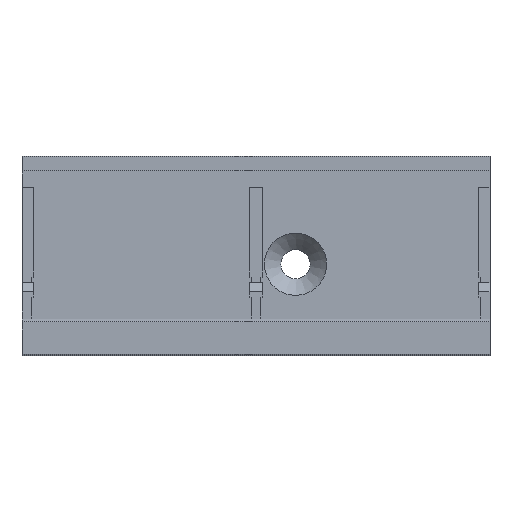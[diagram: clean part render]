
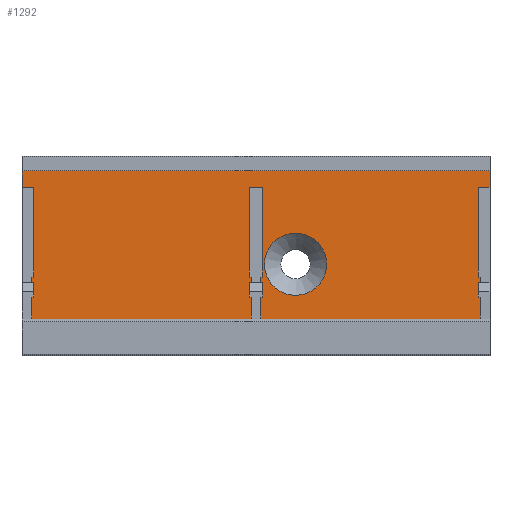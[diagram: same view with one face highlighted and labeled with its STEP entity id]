
A CAD part, front view. The second image highlights one B-rep face of the part: STEP entity #1292.
In plain terms, the highlighted planar face has unit normal (0, -1, 0).
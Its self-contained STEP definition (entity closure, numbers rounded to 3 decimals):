
#19=CIRCLE('',#1377,4.25);
#27=FACE_BOUND('',#112,.T.);
#39=FACE_OUTER_BOUND('',#111,.T.);
#111=EDGE_LOOP('',(#894,#895,#896,#897,#898,#899,#900,#901,#902,#903,#904,
#905));
#112=EDGE_LOOP('',(#906));
#198=LINE('',#1837,#379);
#199=LINE('',#1839,#380);
#200=LINE('',#1841,#381);
#201=LINE('',#1843,#382);
#202=LINE('',#1845,#383);
#203=LINE('',#1847,#384);
#204=LINE('',#1849,#385);
#205=LINE('',#1851,#386);
#206=LINE('',#1853,#387);
#207=LINE('',#1855,#388);
#208=LINE('',#1857,#389);
#209=LINE('',#1858,#390);
#379=VECTOR('',#1495,10.);
#380=VECTOR('',#1496,10.);
#381=VECTOR('',#1497,10.);
#382=VECTOR('',#1498,10.);
#383=VECTOR('',#1499,10.);
#384=VECTOR('',#1500,10.);
#385=VECTOR('',#1501,10.);
#386=VECTOR('',#1502,10.);
#387=VECTOR('',#1503,10.);
#388=VECTOR('',#1504,10.);
#389=VECTOR('',#1505,10.);
#390=VECTOR('',#1506,10.);
#553=VERTEX_POINT('',#1835);
#554=VERTEX_POINT('',#1836);
#555=VERTEX_POINT('',#1838);
#556=VERTEX_POINT('',#1840);
#557=VERTEX_POINT('',#1842);
#558=VERTEX_POINT('',#1844);
#559=VERTEX_POINT('',#1846);
#560=VERTEX_POINT('',#1848);
#561=VERTEX_POINT('',#1850);
#562=VERTEX_POINT('',#1852);
#563=VERTEX_POINT('',#1854);
#564=VERTEX_POINT('',#1856);
#565=VERTEX_POINT('',#1859);
#683=EDGE_CURVE('',#553,#554,#198,.T.);
#684=EDGE_CURVE('',#555,#554,#199,.T.);
#685=EDGE_CURVE('',#556,#555,#200,.T.);
#686=EDGE_CURVE('',#557,#556,#201,.T.);
#687=EDGE_CURVE('',#557,#558,#202,.T.);
#688=EDGE_CURVE('',#558,#559,#203,.T.);
#689=EDGE_CURVE('',#559,#560,#204,.T.);
#690=EDGE_CURVE('',#560,#561,#205,.T.);
#691=EDGE_CURVE('',#561,#562,#206,.T.);
#692=EDGE_CURVE('',#563,#562,#207,.T.);
#693=EDGE_CURVE('',#564,#563,#208,.T.);
#694=EDGE_CURVE('',#553,#564,#209,.T.);
#695=EDGE_CURVE('',#565,#565,#19,.T.);
#894=ORIENTED_EDGE('',*,*,#683,.T.);
#895=ORIENTED_EDGE('',*,*,#684,.F.);
#896=ORIENTED_EDGE('',*,*,#685,.F.);
#897=ORIENTED_EDGE('',*,*,#686,.F.);
#898=ORIENTED_EDGE('',*,*,#687,.T.);
#899=ORIENTED_EDGE('',*,*,#688,.T.);
#900=ORIENTED_EDGE('',*,*,#689,.T.);
#901=ORIENTED_EDGE('',*,*,#690,.T.);
#902=ORIENTED_EDGE('',*,*,#691,.T.);
#903=ORIENTED_EDGE('',*,*,#692,.F.);
#904=ORIENTED_EDGE('',*,*,#693,.F.);
#905=ORIENTED_EDGE('',*,*,#694,.F.);
#906=ORIENTED_EDGE('',*,*,#695,.T.);
#1226=PLANE('',#1376);
#1292=ADVANCED_FACE('',(#39,#27),#1226,.T.);
#1376=AXIS2_PLACEMENT_3D('',#1834,#1493,#1494);
#1377=AXIS2_PLACEMENT_3D('',#1860,#1507,#1508);
#1493=DIRECTION('center_axis',(0.,-1.,0.));
#1494=DIRECTION('ref_axis',(1.,0.,0.));
#1495=DIRECTION('',(-1.,0.,0.));
#1496=DIRECTION('',(0.,0.,1.));
#1497=DIRECTION('',(-1.,0.,0.));
#1498=DIRECTION('',(0.,0.,1.));
#1499=DIRECTION('',(1.,0.,0.));
#1500=DIRECTION('',(0.,0.,1.));
#1501=DIRECTION('',(1.,0.,0.));
#1502=DIRECTION('',(0.,0.,-1.));
#1503=DIRECTION('',(1.,0.,0.));
#1504=DIRECTION('',(0.,0.,-1.));
#1505=DIRECTION('',(-1.,0.,0.));
#1506=DIRECTION('',(0.,0.,-1.));
#1507=DIRECTION('center_axis',(0.,1.,0.));
#1508=DIRECTION('ref_axis',(0.,0.,
1.));
#1834=CARTESIAN_POINT('Origin',(225.178,169.192,15.125));
#1835=CARTESIAN_POINT('',(257.153,169.192,26.75));
#1836=CARTESIAN_POINT('',(193.203,169.192,26.75));
#1837=CARTESIAN_POINT('',(241.578,169.192,26.75));
#1838=CARTESIAN_POINT('',(193.203,169.192,24.5));
#1839=CARTESIAN_POINT('',(193.203,169.192,16.375));
#1840=CARTESIAN_POINT('',(194.553,169.192,24.5));
#1841=CARTESIAN_POINT('',(209.866,169.192,24.5));
#1842=CARTESIAN_POINT('',(194.553,169.192,6.5));
#1843=CARTESIAN_POINT('',(194.553,169.192,15.312));
#1844=CARTESIAN_POINT('',(224.503,169.192,6.5));
#1845=CARTESIAN_POINT('',(241.578,169.192,6.5));
#1846=CARTESIAN_POINT('',(224.503,169.192,24.5));
#1847=CARTESIAN_POINT('',(224.503,169.192,15.312));
#1848=CARTESIAN_POINT('',(225.853,169.192,24.5));
#1849=CARTESIAN_POINT('',(225.516,169.192,24.5));
#1850=CARTESIAN_POINT('',(225.853,169.192,6.5));
#1851=CARTESIAN_POINT('',(225.853,169.192,15.312));
#1852=CARTESIAN_POINT('',(255.803,169.192,6.5));
#1853=CARTESIAN_POINT('',(241.578,169.192,6.5));
#1854=CARTESIAN_POINT('',(255.803,169.192,24.5));
#1855=CARTESIAN_POINT('',(255.803,169.192,15.312));
#1856=CARTESIAN_POINT('',(257.153,169.192,24.5));
#1857=CARTESIAN_POINT('',(241.166,169.192,24.5));
#1858=CARTESIAN_POINT('',(257.153,169.192,15.312));
#1859=CARTESIAN_POINT('',(230.578,169.192,9.75));
#1860=CARTESIAN_POINT('Origin',(230.578,169.192,14.));
